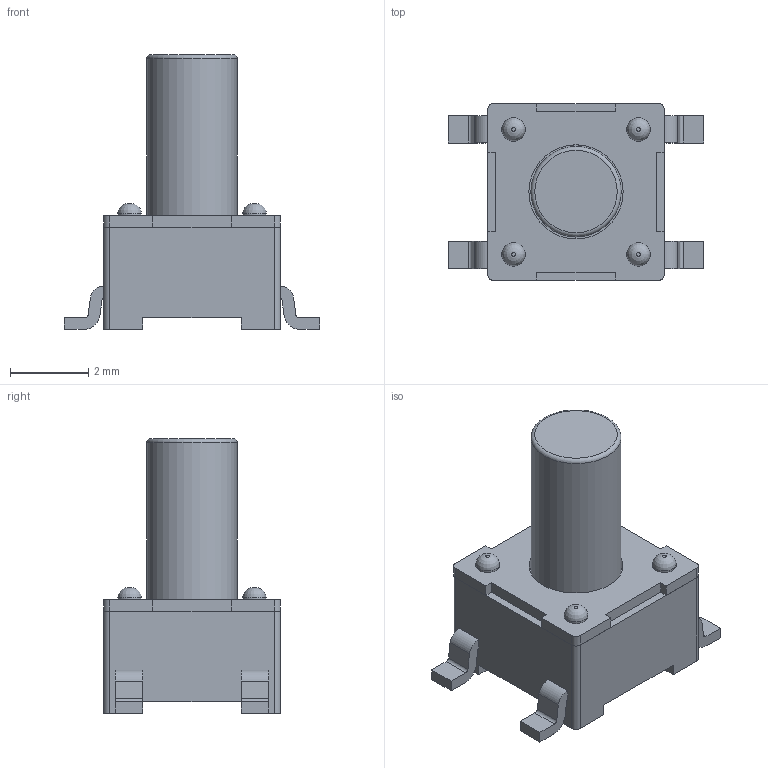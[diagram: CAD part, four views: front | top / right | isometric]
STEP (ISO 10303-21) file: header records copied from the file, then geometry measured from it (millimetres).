
FILE_DESCRIPTION(('FreeCAD Model'),'2;1');
FILE_NAME('Open CASCADE Shape Model','2024-04-15T18:03:57',( 'kicad StepUp'),('ksu MCAD'),'Open CASCADE STEP processor 7.6', 'FreeCAD','Unknown');
FILE_SCHEMA(('AUTOMOTIVE_DESIGN { 1 0 10303 214 1 1 1 1 }'));
Length unit declared in the file: millimetre
Products named in the file (1): SW_SPST_PTS647Sx70
Bounding box: 6.5 x 4.5 x 7 mm (x, y, z)
Volume: 71.8 mm3; surface area: 179.9 mm2
Topology: 11 solids, 11 shells, 121 faces, 292 edges, 193 vertices
Faces by surface type: plane 86, cylinder 30, revolution 4, torus 1
Full cylindrical faces by diameter (mm): 0.6 x4, 2.3 x1, 2.4 x1
Entity records: 4489 total; most frequent: CARTESIAN_POINT 635, DIRECTION 602, ORIENTED_EDGE 584, EDGE_CURVE 292, LINE 222, VECTOR 222, VERTEX_POINT 193, AXIS2_PLACEMENT_3D 188
